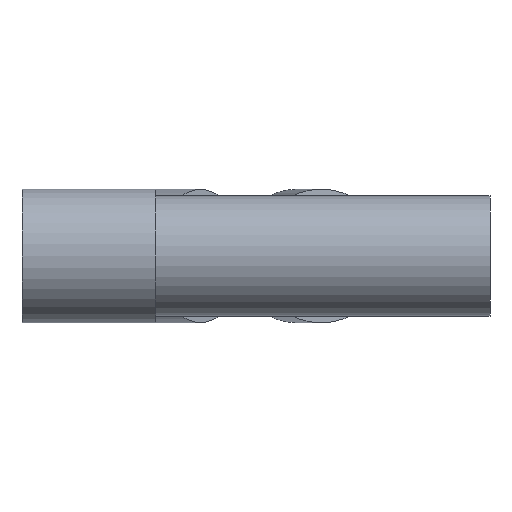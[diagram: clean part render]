
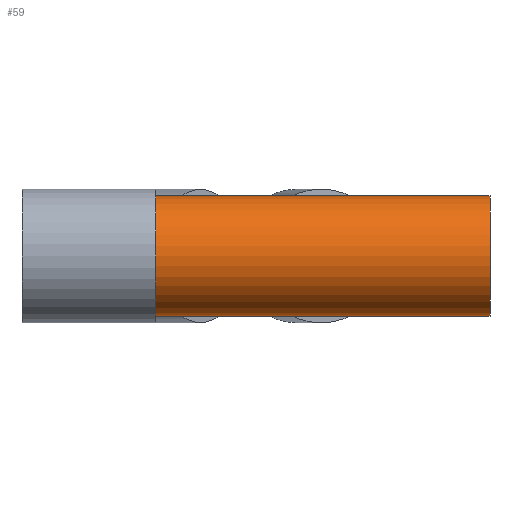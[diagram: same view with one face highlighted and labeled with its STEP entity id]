
A CAD part, front view. The second image highlights one B-rep face of the part: STEP entity #59.
In plain terms, the highlighted cylindrical face has radius 4.5 mm (diameter 9 mm), a full revolution.
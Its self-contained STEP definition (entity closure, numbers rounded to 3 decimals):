
#59=ADVANCED_FACE('',(#125,#127,#129),#131,.T.);
#125=FACE_OUTER_BOUND('',#126,.T.);
#126=EDGE_LOOP('',(#236));
#127=FACE_BOUND('',#128,.T.);
#128=EDGE_LOOP('',(#237,#238,#239,#240));
#129=FACE_OUTER_BOUND('',#130,.T.);
#130=EDGE_LOOP('',(#241));
#131=CYLINDRICAL_SURFACE('',#132,4.5);
#132=AXIS2_PLACEMENT_3D('',#133,#134,#135);
#133=CARTESIAN_POINT('',(-20.,0.,0.));
#134=DIRECTION('',(1.,0.,0.));
#135=DIRECTION('',(0.,1.,0.));
#236=ORIENTED_EDGE('',*,*,#277,.F.);
#237=ORIENTED_EDGE('',*,*,#278,.F.);
#238=ORIENTED_EDGE('',*,*,#269,.F.);
#239=ORIENTED_EDGE('',*,*,#268,.F.);
#240=ORIENTED_EDGE('',*,*,#279,.F.);
#241=ORIENTED_EDGE('',*,*,#280,.F.);
#268=EDGE_CURVE('',#295,#297,#298,.T.);
#269=EDGE_CURVE('',#297,#292,#299,.T.);
#277=EDGE_CURVE('',#313,#313,#314,.T.);
#278=EDGE_CURVE('',#292,#315,#316,.F.);
#279=EDGE_CURVE('',#315,#295,#317,.F.);
#280=EDGE_CURVE('',#318,#318,#319,.F.);
#292=VERTEX_POINT('',#345);
#295=VERTEX_POINT('',#351);
#297=VERTEX_POINT('',#356);
#298=(BOUNDED_CURVE()B_SPLINE_CURVE(3,
(#357,#358,#359,#360),
.UNSPECIFIED.,.F.,.F.)B_SPLINE_CURVE_WITH_KNOTS((4,4),
(0.,1.),
.UNSPECIFIED.)CURVE()GEOMETRIC_REPRESENTATION_ITEM()RATIONAL_B_SPLINE_CURVE((1.,
0.805,0.805,1.))REPRESENTATION_ITEM(''));
#299=(BOUNDED_CURVE()B_SPLINE_CURVE(3,
(#361,#362,#363,#364),
.UNSPECIFIED.,.F.,.F.)B_SPLINE_CURVE_WITH_KNOTS((4,4),
(0.,1.),
.UNSPECIFIED.)CURVE()GEOMETRIC_REPRESENTATION_ITEM()RATIONAL_B_SPLINE_CURVE((1.,
0.805,0.805,1.))REPRESENTATION_ITEM(''));
#313=VERTEX_POINT('',#399);
#314=CIRCLE('',#400,4.5);
#315=VERTEX_POINT('',#404);
#316=(BOUNDED_CURVE()B_SPLINE_CURVE(3,
(#405,#406,#407,#408),
.UNSPECIFIED.,.F.,.F.)B_SPLINE_CURVE_WITH_KNOTS((4,4),
(0.,1.),
.UNSPECIFIED.)CURVE()GEOMETRIC_REPRESENTATION_ITEM()RATIONAL_B_SPLINE_CURVE((1.,
0.805,0.805,1.))REPRESENTATION_ITEM(''));
#317=(BOUNDED_CURVE()B_SPLINE_CURVE(3,
(#409,#410,#411,#412),
.UNSPECIFIED.,.F.,.F.)B_SPLINE_CURVE_WITH_KNOTS((4,4),
(0.,1.),
.UNSPECIFIED.)CURVE()GEOMETRIC_REPRESENTATION_ITEM()RATIONAL_B_SPLINE_CURVE((1.,
0.805,0.805,1.))REPRESENTATION_ITEM(''));
#318=VERTEX_POINT('',#413);
#319=CIRCLE('',#414,4.5);
#345=CARTESIAN_POINT('',(0.,0.,4.5));
#351=CARTESIAN_POINT('',(0.,0.,-4.5));
#356=CARTESIAN_POINT('',(-12.708,4.5,0.));
#357=CARTESIAN_POINT('',(0.,0.,-4.5));
#358=CARTESIAN_POINT('',(-7.444,2.636,-4.5));
#359=CARTESIAN_POINT('',(-12.708,4.5,-2.636));
#360=CARTESIAN_POINT('',(-12.708,4.5,0.));
#361=CARTESIAN_POINT('',(-12.708,4.5,0.));
#362=CARTESIAN_POINT('',(-12.708,4.5,2.636));
#363=CARTESIAN_POINT('',(-7.444,2.636,4.5));
#364=CARTESIAN_POINT('',(0.,0.,4.5));
#399=CARTESIAN_POINT('',(10.,4.5,0.));
#400=AXIS2_PLACEMENT_3D('',#401,#402,#403);
#401=CARTESIAN_POINT('',(10.,0.,0.));
#402=DIRECTION('',(1.,0.,0.));
#403=DIRECTION('',(0.,1.,0.));
#404=CARTESIAN_POINT('',(3.776,4.5,0.));
#405=CARTESIAN_POINT('',(3.776,4.5,0.));
#406=CARTESIAN_POINT('',(3.776,4.5,2.636));
#407=CARTESIAN_POINT('',(2.212,2.636,4.5));
#408=CARTESIAN_POINT('',(0.,0.,4.5));
#409=CARTESIAN_POINT('',(0.,0.,-4.5));
#410=CARTESIAN_POINT('',(2.212,2.636,-4.5));
#411=CARTESIAN_POINT('',(3.776,4.5,-2.636));
#412=CARTESIAN_POINT('',(3.776,4.5,0.));
#413=CARTESIAN_POINT('',(-15.,4.5,0.));
#414=AXIS2_PLACEMENT_3D('',#415,#416,#417);
#415=CARTESIAN_POINT('',(-15.,0.,0.));
#416=DIRECTION('',(1.,0.,0.));
#417=DIRECTION('',(0.,1.,0.));
